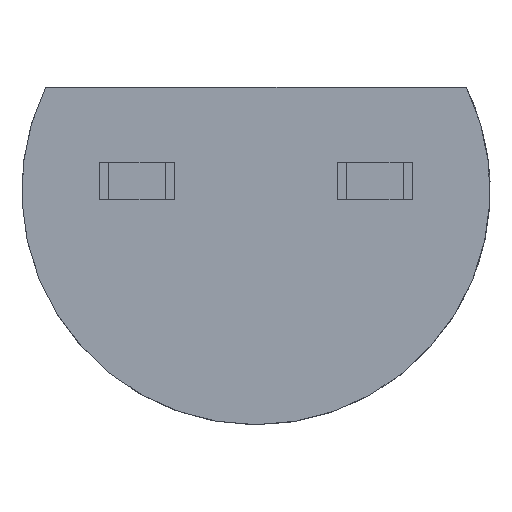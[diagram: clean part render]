
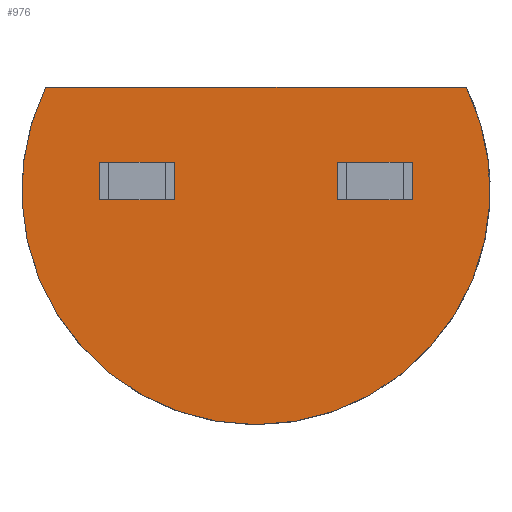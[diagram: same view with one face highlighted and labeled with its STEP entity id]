
A CAD part, front view. The second image highlights one B-rep face of the part: STEP entity #976.
In plain terms, the highlighted planar face has unit normal (0, -1, 0).
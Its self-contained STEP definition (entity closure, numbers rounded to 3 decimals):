
#32=CIRCLE('',#1052,2.5);
#90=FACE_OUTER_BOUND('',#144,.T.);
#144=EDGE_LOOP('',(#871,#872));
#266=LINE('',#1683,#388);
#388=VECTOR('',#1300,10.);
#474=VERTEX_POINT('',#1674);
#475=VERTEX_POINT('',#1676);
#604=EDGE_CURVE('',#475,#474,#32,.T.);
#608=EDGE_CURVE('',#474,#475,#266,.T.);
#871=ORIENTED_EDGE('',*,*,#604,.T.);
#872=ORIENTED_EDGE('',*,*,#608,.T.);
#922=PLANE('',#1056);
#976=ADVANCED_FACE('',(#90),#922,.F.);
#1052=AXIS2_PLACEMENT_3D('',#1677,#1292,#1293);
#1056=AXIS2_PLACEMENT_3D('',#1685,#1303,#1304);
#1292=DIRECTION('center_axis',(0.,-1.,0.));
#1293=DIRECTION('ref_axis',(0.898,0.,0.44));
#1300=DIRECTION('',(-1.,0.,0.));
#1303=DIRECTION('center_axis',(0.,1.,0.));
#1304=DIRECTION('ref_axis',(1.,0.,0.));
#1674=CARTESIAN_POINT('',(2.245,-2.6,1.1));
#1676=CARTESIAN_POINT('',(-2.245,-2.6,1.1));
#1677=CARTESIAN_POINT('Origin',(0.,-2.6,0.));
#1683=CARTESIAN_POINT('',(-2.245,-2.6,1.1));
#1685=CARTESIAN_POINT('Origin',(0.,-2.6,-0.7));
